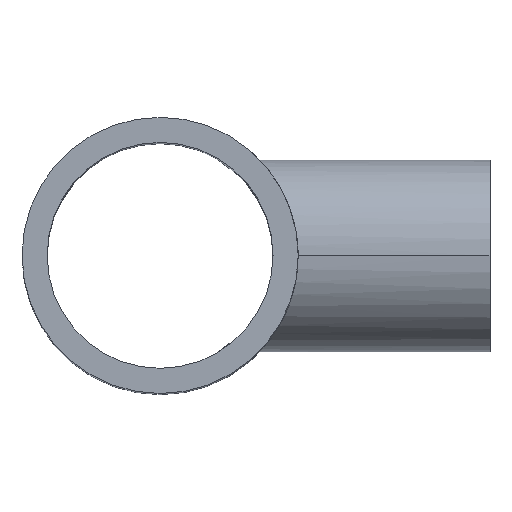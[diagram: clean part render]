
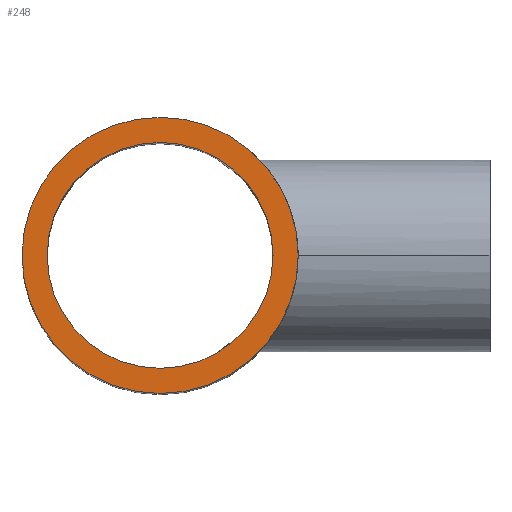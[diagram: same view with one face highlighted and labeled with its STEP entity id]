
A CAD part, top view. The second image highlights one B-rep face of the part: STEP entity #248.
In plain terms, the highlighted planar face has unit normal (0, 0, 1).
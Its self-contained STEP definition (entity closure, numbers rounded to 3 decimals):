
#10 = CARTESIAN_POINT ( 'NONE',  ( 0., 0., 229. ) ) ;
#57 = CARTESIAN_POINT ( 'NONE',  ( 0., 0., 229. ) ) ;
#58 = DIRECTION ( 'NONE',  ( 0., 0., 1. ) ) ;
#85 = VERTEX_POINT ( 'NONE', #565 ) ;
#87 = CIRCLE ( 'NONE', #161, 90. ) ;
#92 = ORIENTED_EDGE ( 'NONE', *, *, #176, .T. ) ;
#157 = PLANE ( 'NONE',  #692 ) ;
#161 = AXIS2_PLACEMENT_3D ( 'NONE', #10, #180, #711 ) ;
#176 = EDGE_CURVE ( 'NONE', #421, #85, #296, .T. ) ;
#180 = DIRECTION ( 'NONE',  ( 0., 0., 1. ) ) ;
#181 = ORIENTED_EDGE ( 'NONE', *, *, #668, .F. ) ;
#185 = AXIS2_PLACEMENT_3D ( 'NONE', #511, #278, #351 ) ;
#198 = EDGE_CURVE ( 'NONE', #85, #421, #87, .T. ) ;
#223 = DIRECTION ( 'NONE',  ( 1., 0., 0. ) ) ;
#243 = FACE_BOUND ( 'NONE', #310, .T. ) ;
#248 = ADVANCED_FACE ( 'NONE', ( #258, #243 ), #157, .T. ) ;
#256 = ORIENTED_EDGE ( 'NONE', *, *, #433, .F. ) ;
#258 = FACE_OUTER_BOUND ( 'NONE', #369, .T. ) ;
#278 = DIRECTION ( 'NONE',  ( 0., 0., 1. ) ) ;
#296 = CIRCLE ( 'NONE', #185, 90. ) ;
#310 = EDGE_LOOP ( 'NONE', ( #256, #181 ) ) ;
#317 = DIRECTION ( 'NONE',  ( 0., 0., 1. ) ) ;
#351 = DIRECTION ( 'NONE',  ( 1., 0., 0. ) ) ;
#358 = DIRECTION ( 'NONE',  ( 1., 0., 0. ) ) ;
#369 = EDGE_LOOP ( 'NONE', ( #92, #572 ) ) ;
#370 = AXIS2_PLACEMENT_3D ( 'NONE', #57, #436, #223 ) ;
#397 = CARTESIAN_POINT ( 'NONE',  ( 73.6, 0., 229. ) ) ;
#421 = VERTEX_POINT ( 'NONE', #503 ) ;
#433 = EDGE_CURVE ( 'NONE', #495, #693, #484, .T. ) ;
#436 = DIRECTION ( 'NONE',  ( 0., 0., 1. ) ) ;
#484 = CIRCLE ( 'NONE', #703, 73.6 ) ;
#495 = VERTEX_POINT ( 'NONE', #651 ) ;
#503 = CARTESIAN_POINT ( 'NONE',  ( -90., 0., 229. ) ) ;
#511 = CARTESIAN_POINT ( 'NONE',  ( 0., 0., 229. ) ) ;
#521 = CARTESIAN_POINT ( 'NONE',  ( 0., 0., 229. ) ) ;
#565 = CARTESIAN_POINT ( 'NONE',  ( 90., 0., 229. ) ) ;
#572 = ORIENTED_EDGE ( 'NONE', *, *, #198, .T. ) ;
#581 = CIRCLE ( 'NONE', #370, 73.6 ) ;
#618 = CARTESIAN_POINT ( 'NONE',  ( 0., 0., 229. ) ) ;
#651 = CARTESIAN_POINT ( 'NONE',  ( -73.6, 0., 229. ) ) ;
#668 = EDGE_CURVE ( 'NONE', #693, #495, #581, .T. ) ;
#672 = DIRECTION ( 'NONE',  ( 1., 0., 0. ) ) ;
#692 = AXIS2_PLACEMENT_3D ( 'NONE', #521, #317, #358 ) ;
#693 = VERTEX_POINT ( 'NONE', #397 ) ;
#703 = AXIS2_PLACEMENT_3D ( 'NONE', #618, #58, #672 ) ;
#711 = DIRECTION ( 'NONE',  ( 1., 0., 0. ) ) ;
